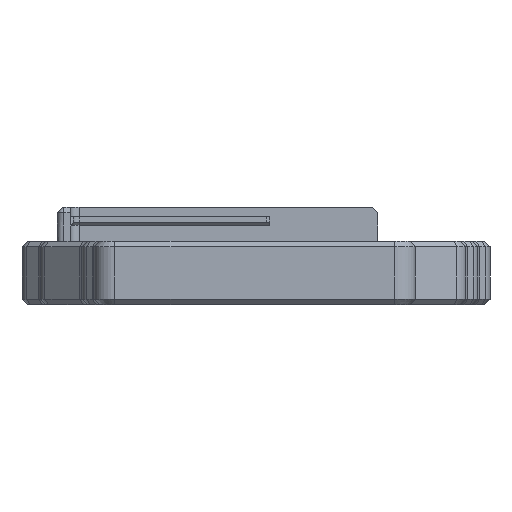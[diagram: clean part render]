
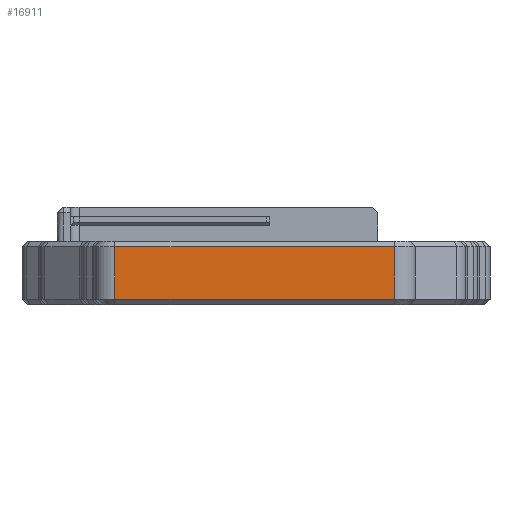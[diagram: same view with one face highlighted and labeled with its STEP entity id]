
A CAD part, left-side view. The second image highlights one B-rep face of the part: STEP entity #16911.
In plain terms, the highlighted planar face has unit normal (-1, 0, 0).
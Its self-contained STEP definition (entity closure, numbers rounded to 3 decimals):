
#299=PLANE('',#18041);
#883=FACE_OUTER_BOUND('',#1906,.T.);
#1906=EDGE_LOOP('',(#11822,#11823,#11824,#11825));
#3052=LINE('',#25584,#4770);
#3092=LINE('',#25689,#4810);
#3093=LINE('',#25693,#4811);
#3094=LINE('',#25694,#4812);
#4770=VECTOR('',#20153,10.);
#4810=VECTOR('',#20275,10.);
#4811=VECTOR('',#20280,10.);
#4812=VECTOR('',#20281,10.);
#7348=VERTEX_POINT('',#25579);
#7349=VERTEX_POINT('',#25583);
#7373=VERTEX_POINT('',#25688);
#7374=VERTEX_POINT('',#25692);
#9031=EDGE_CURVE('',#7348,#7349,#3052,.T.);
#9084=EDGE_CURVE('',#7349,#7373,#3092,.T.);
#9086=EDGE_CURVE('',#7348,#7374,#3093,.T.);
#9087=EDGE_CURVE('',#7373,#7374,#3094,.T.);
#11822=ORIENTED_EDGE('',*,*,#9031,.F.);
#11823=ORIENTED_EDGE('',*,*,#9086,.T.);
#11824=ORIENTED_EDGE('',*,*,#9087,.F.);
#11825=ORIENTED_EDGE('',*,*,#9084,.F.);
#16911=ADVANCED_FACE('',(#883),#299,.T.);
#18041=AXIS2_PLACEMENT_3D('',#25691,#20278,#20279);
#20153=DIRECTION('',(0.,1.,0.));
#20275=DIRECTION('',(0.,0.,1.));
#20278=DIRECTION('center_axis',(-1.,0.,0.));
#20279=DIRECTION('ref_axis',(0.,-1.,0.));
#20280=DIRECTION('',(0.,0.,1.));
#20281=DIRECTION('',(0.,-1.,0.));
#25579=CARTESIAN_POINT('',(-142.3,16.093,1.));
#25583=CARTESIAN_POINT('',(-142.3,69.693,1.));
#25584=CARTESIAN_POINT('',(-142.3,56.168,1.));
#25688=CARTESIAN_POINT('',(-142.3,69.693,11.1));
#25689=CARTESIAN_POINT('',(-142.3,69.693,0.));
#25691=CARTESIAN_POINT('Origin',(-142.3,69.693,0.));
#25692=CARTESIAN_POINT('',(-142.3,16.093,11.1));
#25693=CARTESIAN_POINT('',(-142.3,16.093,0.));
#25694=CARTESIAN_POINT('',(-142.3,56.168,11.1));
